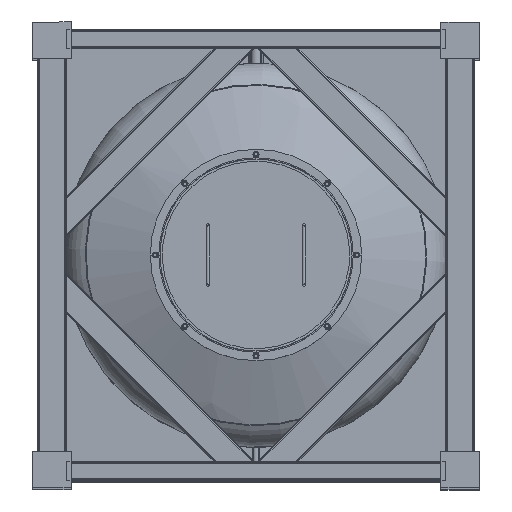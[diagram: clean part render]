
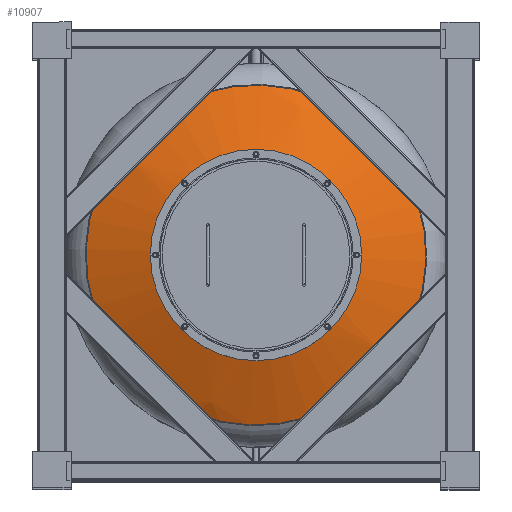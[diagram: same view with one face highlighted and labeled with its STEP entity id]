
A CAD part, top view. The second image highlights one B-rep face of the part: STEP entity #10907.
In plain terms, the highlighted spherical face has radius 1600 mm.
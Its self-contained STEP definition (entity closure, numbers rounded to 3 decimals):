
#590=FACE_BOUND('',#2385,.T.);
#688=SPHERICAL_SURFACE('',#12593,1600.);
#1297=CIRCLE('',#12584,400.);
#1303=CIRCLE('',#12594,711.111);
#1705=FACE_OUTER_BOUND('',#2384,.T.);
#2384=EDGE_LOOP('',(#7986));
#2385=EDGE_LOOP('',(#7987));
#5068=VERTEX_POINT('',#18834);
#5073=VERTEX_POINT('',#18851);
#6169=EDGE_CURVE('',#5068,#5068,#1297,.T.);
#6176=EDGE_CURVE('',#5073,#5073,#1303,.T.);
#7986=ORIENTED_EDGE('',*,*,#6176,.F.);
#7987=ORIENTED_EDGE('',*,*,#6169,.T.);
#10907=ADVANCED_FACE('',(#1705,#590),#688,.T.);
#12584=AXIS2_PLACEMENT_3D('',#18836,#14304,#14305);
#12593=AXIS2_PLACEMENT_3D('',#18850,#14323,#14324);
#12594=AXIS2_PLACEMENT_3D('',#18852,#14325,#14326);
#14304=DIRECTION('center_axis',(0.,-1.,0.));
#14305=DIRECTION('ref_axis',(-1.,0.,0.));
#14323=DIRECTION('center_axis',(0.,0.,1.));
#14324=DIRECTION('ref_axis',(1.,0.,0.));
#14325=DIRECTION('center_axis',(0.,-1.,0.));
#14326=DIRECTION('ref_axis',(1.,0.,0.));
#18834=CARTESIAN_POINT('',(400.,299.232,0.));
#18836=CARTESIAN_POINT('Origin',(0.,299.232,0.));
#18850=CARTESIAN_POINT('Origin',(0.,-1249.961,0.));
#18851=CARTESIAN_POINT('',(0.,183.329,711.111));
#18852=CARTESIAN_POINT('Origin',(0.,183.329,0.));
